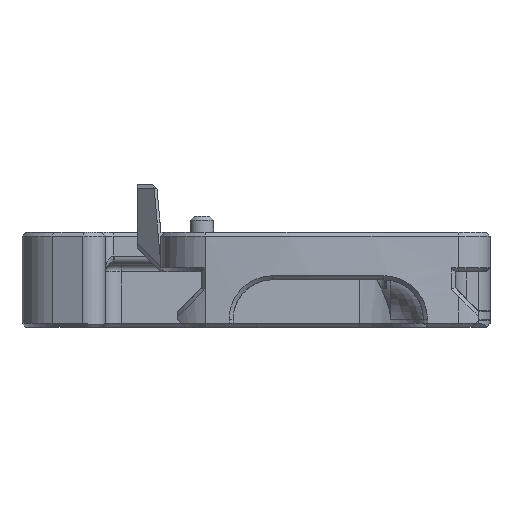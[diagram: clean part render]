
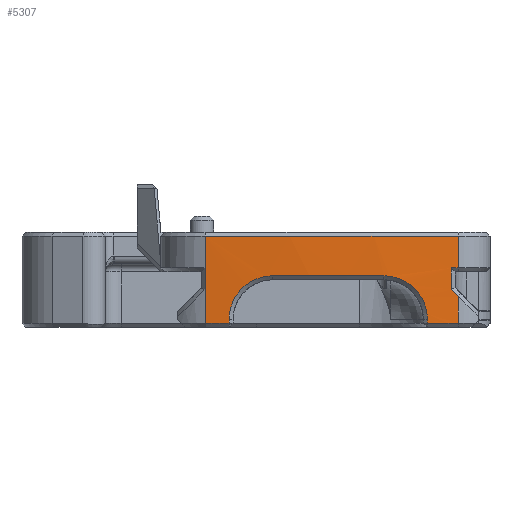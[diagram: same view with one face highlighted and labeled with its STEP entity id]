
A CAD part, left-side view. The second image highlights one B-rep face of the part: STEP entity #5307.
In plain terms, the highlighted cylindrical face has radius 151.169 mm (diameter 302.337 mm), a partial arc.
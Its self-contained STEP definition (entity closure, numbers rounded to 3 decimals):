
#76=CYLINDRICAL_SURFACE('',#5710,151.169);
#370=CIRCLE('',#5711,151.169);
#371=CIRCLE('',#5712,151.169);
#372=CIRCLE('',#5713,151.169);
#373=CIRCLE('',#5714,151.169);
#374=CIRCLE('',#5715,151.169);
#478=B_SPLINE_CURVE_WITH_KNOTS('',3,(#8376,#8377,#8378,#8379),
 .UNSPECIFIED.,.F.,.F.,(4,4),(0.,1.),.UNSPECIFIED.);
#479=B_SPLINE_CURVE_WITH_KNOTS('',3,(#8395,#8396,#8397,#8398,#8399),
 .UNSPECIFIED.,.F.,.F.,(4,1,4),(0.,0.5,1.),.UNSPECIFIED.);
#480=B_SPLINE_CURVE_WITH_KNOTS('',3,(#8403,#8404,#8405,#8406,#8407),
 .UNSPECIFIED.,.F.,.F.,(4,1,4),(0.,0.5,1.),.UNSPECIFIED.);
#1205=ORIENTED_EDGE('',*,*,#2530,.T.);
#1206=ORIENTED_EDGE('',*,*,#2531,.T.);
#1207=ORIENTED_EDGE('',*,*,#2532,.T.);
#1208=ORIENTED_EDGE('',*,*,#2533,.T.);
#1209=ORIENTED_EDGE('',*,*,#2534,.T.);
#1210=ORIENTED_EDGE('',*,*,#2535,.T.);
#1211=ORIENTED_EDGE('',*,*,#2536,.F.);
#1212=ORIENTED_EDGE('',*,*,#2537,.T.);
#1213=ORIENTED_EDGE('',*,*,#2538,.T.);
#1214=ORIENTED_EDGE('',*,*,#2539,.T.);
#1215=ORIENTED_EDGE('',*,*,#2540,.T.);
#1216=ORIENTED_EDGE('',*,*,#2541,.T.);
#1217=ORIENTED_EDGE('',*,*,#2542,.T.);
#1218=ORIENTED_EDGE('',*,*,#2543,.T.);
#2530=EDGE_CURVE('',#3219,#3220,#3711,.T.);
#2531=EDGE_CURVE('',#3220,#3221,#478,.T.);
#2532=EDGE_CURVE('',#3221,#3222,#3712,.T.);
#2533=EDGE_CURVE('',#3222,#3223,#370,.F.);
#2534=EDGE_CURVE('',#3223,#3224,#3713,.T.);
#2535=EDGE_CURVE('',#3224,#3225,#371,.T.);
#2536=EDGE_CURVE('',#3226,#3225,#3714,.T.);
#2537=EDGE_CURVE('',#3226,#3227,#372,.T.);
#2538=EDGE_CURVE('',#3227,#3228,#3715,.T.);
#2539=EDGE_CURVE('',#3228,#3229,#479,.T.);
#2540=EDGE_CURVE('',#3229,#3230,#373,.T.);
#2541=EDGE_CURVE('',#3230,#3231,#480,.T.);
#2542=EDGE_CURVE('',#3231,#3232,#3716,.F.);
#2543=EDGE_CURVE('',#3232,#3219,#374,.T.);
#3219=VERTEX_POINT('',#8374);
#3220=VERTEX_POINT('',#8375);
#3221=VERTEX_POINT('',#8380);
#3222=VERTEX_POINT('',#8382);
#3223=VERTEX_POINT('',#8384);
#3224=VERTEX_POINT('',#8386);
#3225=VERTEX_POINT('',#8388);
#3226=VERTEX_POINT('',#8390);
#3227=VERTEX_POINT('',#8392);
#3228=VERTEX_POINT('',#8394);
#3229=VERTEX_POINT('',#8400);
#3230=VERTEX_POINT('',#8402);
#3231=VERTEX_POINT('',#8408);
#3232=VERTEX_POINT('',#8410);
#3711=LINE('',#8373,#4229);
#3712=LINE('',#8381,#4230);
#3713=LINE('',#8385,#4231);
#3714=LINE('',#8389,#4232);
#3715=LINE('',#8393,#4233);
#3716=LINE('',#8409,#4234);
#4229=VECTOR('',#6685,1000.);
#4230=VECTOR('',#6686,1000.);
#4231=VECTOR('',#6689,1000.);
#4232=VECTOR('',#6692,1000.);
#4233=VECTOR('',#6695,1000.);
#4234=VECTOR('',#6698,1000.);
#4563=EDGE_LOOP('',(#1205,#1206,#1207,#1208,#1209,#1210,#1211,#1212,#1213,
#1214,#1215,#1216,#1217,#1218));
#4922=FACE_BOUND('',#4563,.T.);
#5307=ADVANCED_FACE('',(#4922),#76,.T.);
#5710=AXIS2_PLACEMENT_3D('',#8372,#6683,#6684);
#5711=AXIS2_PLACEMENT_3D('',#8383,#6687,#6688);
#5712=AXIS2_PLACEMENT_3D('',#8387,#6690,#6691);
#5713=AXIS2_PLACEMENT_3D('',#8391,#6693,#6694);
#5714=AXIS2_PLACEMENT_3D('',#8401,#6696,#6697);
#5715=AXIS2_PLACEMENT_3D('',#8411,#6699,#6700);
#6683=DIRECTION('',(0.,0.,1.));
#6684=DIRECTION('',(1.,0.,0.));
#6685=DIRECTION('',(0.,0.,1.));
#6686=DIRECTION('',(0.,0.,1.));
#6687=DIRECTION('',(0.,0.,-1.));
#6688=DIRECTION('',(-1.,0.,0.));
#6689=DIRECTION('',(0.,0.,1.));
#6690=DIRECTION('',(0.,0.,-1.));
#6691=DIRECTION('',(-1.,0.,0.));
#6692=DIRECTION('',(0.,0.,1.));
#6693=DIRECTION('',(0.,0.,1.));
#6694=DIRECTION('',(1.,0.,0.));
#6695=DIRECTION('',(0.,0.,1.));
#6696=DIRECTION('',(0.,0.,1.));
#6697=DIRECTION('',(1.,0.,0.));
#6698=DIRECTION('',(0.,0.,1.));
#6699=DIRECTION('',(0.,0.,1.));
#6700=DIRECTION('',(1.,0.,0.));
#8372=CARTESIAN_POINT('',(84.663,-2.267,-26.466));
#8373=CARTESIAN_POINT('',(-65.608,-18.717,-26.466));
#8374=CARTESIAN_POINT('',(-65.608,-18.717,-11.5));
#8375=CARTESIAN_POINT('',(-65.608,-18.717,-8.098));
#8376=CARTESIAN_POINT('',(-65.608,-18.717,-8.098));
#8377=CARTESIAN_POINT('',(-65.64,-18.421,-7.801));
#8378=CARTESIAN_POINT('',(-65.672,-18.124,-7.505));
#8379=CARTESIAN_POINT('',(-65.703,-17.827,-7.208));
#8380=CARTESIAN_POINT('',(-65.703,-17.827,-7.208));
#8381=CARTESIAN_POINT('',(-65.703,-17.827,-26.466));
#8382=CARTESIAN_POINT('',(-65.703,-17.827,-4.5));
#8383=CARTESIAN_POINT('',(84.663,-2.267,-4.5));
#8384=CARTESIAN_POINT('',(-65.608,-18.717,-4.5));
#8385=CARTESIAN_POINT('',(-65.608,-18.717,-26.466));
#8386=CARTESIAN_POINT('',(-65.608,-18.717,-0.5));
#8387=CARTESIAN_POINT('',(84.663,-2.267,-0.5));
#8388=CARTESIAN_POINT('',(-65.714,13.183,-0.5));
#8389=CARTESIAN_POINT('',(-65.714,13.183,-20.764));
#8390=CARTESIAN_POINT('',(-65.714,13.183,-11.5));
#8391=CARTESIAN_POINT('',(84.663,-2.267,-11.5));
#8392=CARTESIAN_POINT('',(-65.993,10.174,-11.5));
#8393=CARTESIAN_POINT('',(-65.993,10.174,-26.466));
#8394=CARTESIAN_POINT('',(-65.993,10.174,-11.));
#8395=CARTESIAN_POINT('',(-65.993,10.174,-11.));
#8396=CARTESIAN_POINT('',(-65.993,10.174,-9.56));
#8397=CARTESIAN_POINT('',(-66.097,8.986,-6.703));
#8398=CARTESIAN_POINT('',(-66.279,6.138,-5.506));
#8399=CARTESIAN_POINT('',(-66.345,4.698,-5.5));
#8400=CARTESIAN_POINT('',(-66.345,4.698,-5.5));
#8401=CARTESIAN_POINT('',(84.663,-2.267,-5.5));
#8402=CARTESIAN_POINT('',(-66.34,-9.348,-5.5));
#8403=CARTESIAN_POINT('',(-66.34,-9.348,-5.5));
#8404=CARTESIAN_POINT('',(-66.272,-10.786,-5.506));
#8405=CARTESIAN_POINT('',(-66.089,-13.635,-6.703));
#8406=CARTESIAN_POINT('',(-65.983,-14.823,-9.559));
#8407=CARTESIAN_POINT('',(-65.983,-14.823,-11.));
#8408=CARTESIAN_POINT('',(-65.983,-14.823,-11.));
#8409=CARTESIAN_POINT('',(-65.983,-14.823,-26.466));
#8410=CARTESIAN_POINT('',(-65.983,-14.823,-11.5));
#8411=CARTESIAN_POINT('',(84.663,-2.267,-11.5));
